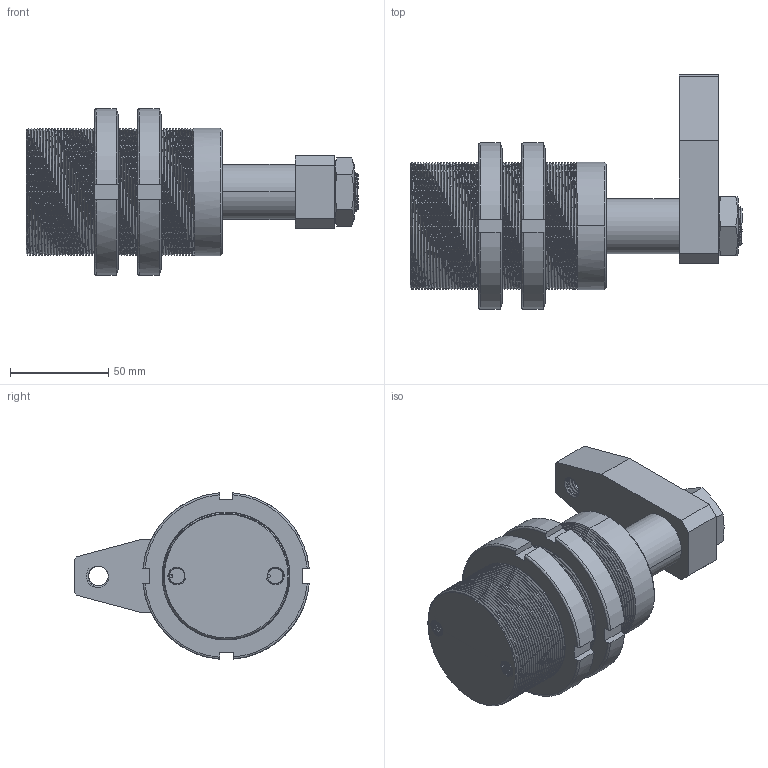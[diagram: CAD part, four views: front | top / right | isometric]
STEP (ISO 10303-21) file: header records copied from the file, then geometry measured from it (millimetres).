
FILE_DESCRIPTION (( 'STEP AP203' ), '1' );
FILE_NAME ('chs-tb50s_asm.STEP', '2019-04-24T12:17:09', ( '' ), ( '' ), 'SwSTEP 2.0', 'SolidWorks 2017', '' );
FILE_SCHEMA (( 'CONFIG_CONTROL_DESIGN' ));
Length unit declared in the file: millimetre
Products named in the file (6): CHS-TB50BT_1; CHS-TB50LM_1; M20LM_3; CHS-50SYB_3; CHS-50SHSG_3; chs-tb50s_asm
Assembly tree (6 placements, depth 2):
  chs-tb50s_asm
    CHS-TB50BT_1
    CHS-50SHSG_3
    CHS-50SYB_3
    M20LM_3
    CHS-TB50LM_1  x2
Bounding box: 169 x 119.31 x 84.74 mm (x, y, z)
Volume: 430916.9 mm3; surface area: 119929.5 mm2
Topology: 7 solids, 7 shells, 483 faces, 1833 edges, 1374 vertices
Faces by surface type: cylinder 289, bspline 95, plane 67, cone 31, torus 1
Entity records: 110851 total; most frequent: CARTESIAN_POINT 98551, ORIENTED_EDGE 3318, EDGE_CURVE 1659, VERTEX_POINT 1250, B_SPLINE_CURVE_WITH_KNOTS 1222, DIRECTION 1211, EDGE_LOOP 451, FACE_OUTER_BOUND 431
